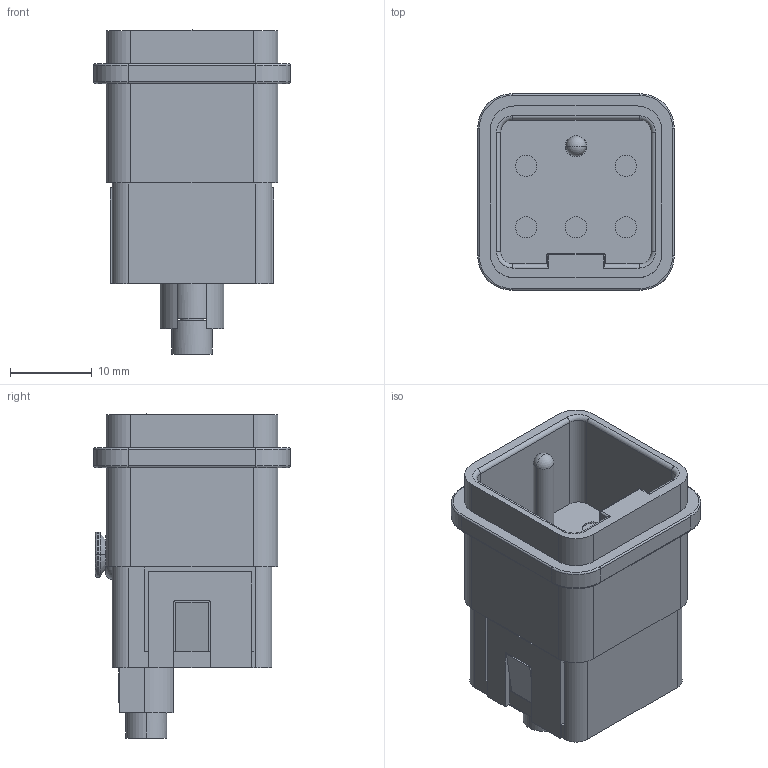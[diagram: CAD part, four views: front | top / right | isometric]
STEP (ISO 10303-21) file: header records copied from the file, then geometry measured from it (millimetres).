
FILE_DESCRIPTION((''),'2;1');
FILE_NAME('DQ-005-MC_','2020-05-09T',('SWL'),(''),'CREO PARAMETRIC BY PTC INC, 2014350','CREO PARAMETRIC BY PTC INC, 2014350','');
FILE_SCHEMA(('CONFIG_CONTROL_DESIGN','GEOMETRIC_VALIDATION_PROPERTIES_MIM'));
Length unit declared in the file: millimetre
Products named in the file (1): DQ-005-MC_
Bounding box: 24 x 24 x 39.6 mm (x, y, z)
Volume: 9005.2 mm3; surface area: 5817.5 mm2
Topology: 1 solids, 1 shells, 256 faces, 698 edges, 452 vertices
Faces by surface type: plane 132, cylinder 90, torus 18, cone 8, sphere 4, bspline 4
Entity records: 8636 total; most frequent: CARTESIAN_POINT 1952, DIRECTION 1390, ORIENTED_EDGE 1384, EDGE_CURVE 692, AXIS2_PLACEMENT_3D 486, VERTEX_POINT 452, VECTOR 418, LINE 418
